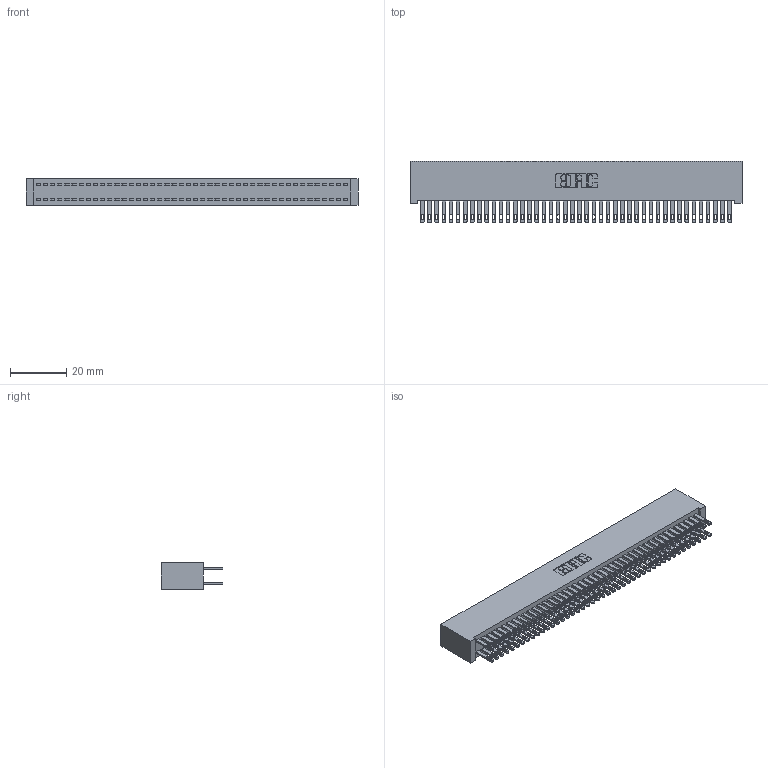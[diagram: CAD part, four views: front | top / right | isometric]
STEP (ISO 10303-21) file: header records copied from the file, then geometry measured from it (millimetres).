
FILE_DESCRIPTION (( 'STEP AP203' ), '1' );
FILE_NAME ('342-088-500-201.STEP', '2019-10-04T13:29:02', ( '' ), ( '' ), 'SwSTEP 2.0', 'SolidWorks 2016', '' );
FILE_SCHEMA (( 'CONFIG_CONTROL_DESIGN' ));
Length unit declared in the file: inch
Products named in the file (3): 342 Part_Lugless; 345-292-001_345-293-100; 342-088-500-201
Assembly tree (89 placements, depth 2):
  342-088-500-201
    342 Part_Lugless
    345-292-001_345-293-100  x88
Bounding box: 118.01 x 21.85 x 9.4 mm (x, y, z)
Volume: 11320.9 mm3; surface area: 19765.7 mm2
Topology: 89 solids, 89 shells, 4326 faces, 13211 edges, 8806 vertices
Faces by surface type: plane 2702, cylinder 1624
Entity records: 27569 total; most frequent: CARTESIAN_POINT 4562, ORIENTED_EDGE 4498, DIRECTION 3889, EDGE_CURVE 2249, LINE 2125, VECTOR 2125, VERTEX_POINT 1498, AXIS2_PLACEMENT_3D 882
